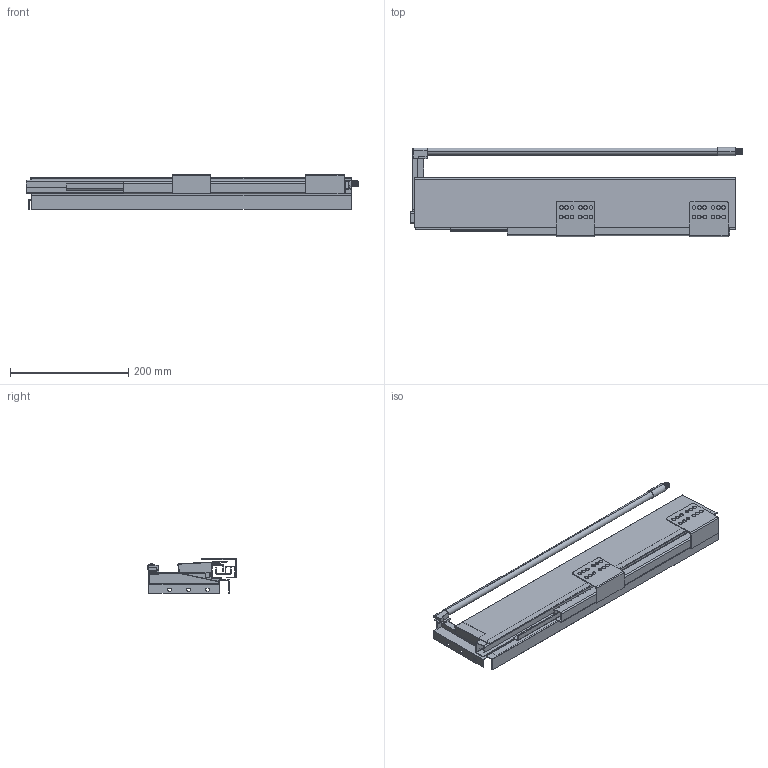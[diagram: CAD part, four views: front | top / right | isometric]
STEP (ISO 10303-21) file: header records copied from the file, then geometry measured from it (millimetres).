
FILE_DESCRIPTION (( 'STEP AP214' ), '1' );
FILE_NAME ('F004598,F004604-CLOSED_LEFT_3D.step', '2022-06-06T11:54:30', ( '' ), ( '' ), 'SwSTEP 2.0', 'SolidWorks 2020', '' );
FILE_SCHEMA (( 'AUTOMOTIVE_DESIGN' ));
Length unit declared in the file: millimetre
Products named in the file (11): ND30-drzak zad-H137-LEVY; Reling ROUND-sestava-550-LEVY; ND30-Reling-ROUND-550-bez drzaku; ND30-550-VNEJSI LEVY; Riex ND30 Bocnice-550-H86-LEVA; F004598,F004604-CLOSED_LEFT_3D; ND30-550-STREDNI LEVY; Koncovka ND30-ROUND reling-LEFT; ND30-550-VNITRNI LEVY; ND30-boènice sestava H137-1xROUND reling-550-LEVA; ND30-VYSUV-550-CLOSED_LEFT
Assembly tree (10 placements, depth 4):
  F004598,F004604-CLOSED_LEFT_3D
    ND30-VYSUV-550-CLOSED_LEFT
      ND30-550-VNEJSI LEVY
      ND30-550-STREDNI LEVY
      ND30-550-VNITRNI LEVY
    ND30-boènice sestava H137-1xROUND reling-550-LEVA
      Riex ND30 Bocnice-550-H86-LEVA
      ND30-drzak zad-H137-LEVY
      Reling ROUND-sestava-550-LEVY
        ND30-Reling-ROUND-550-bez drzaku
        Koncovka ND30-ROUND reling-LEFT
Bounding box: 560.5 x 150.5 x 58.5 mm (x, y, z)
Volume: 297249.5 mm3; surface area: 553714.3 mm2
Topology: 14 solids, 15 shells, 370 faces, 951 edges, 617 vertices
Faces by surface type: plane 196, cylinder 114, cone 60
Entity records: 11822 total; most frequent: DIRECTION 2025, CARTESIAN_POINT 1954, ORIENTED_EDGE 1902, EDGE_CURVE 951, AXIS2_PLACEMENT_3D 688, LINE 649, VECTOR 649, VERTEX_POINT 617
